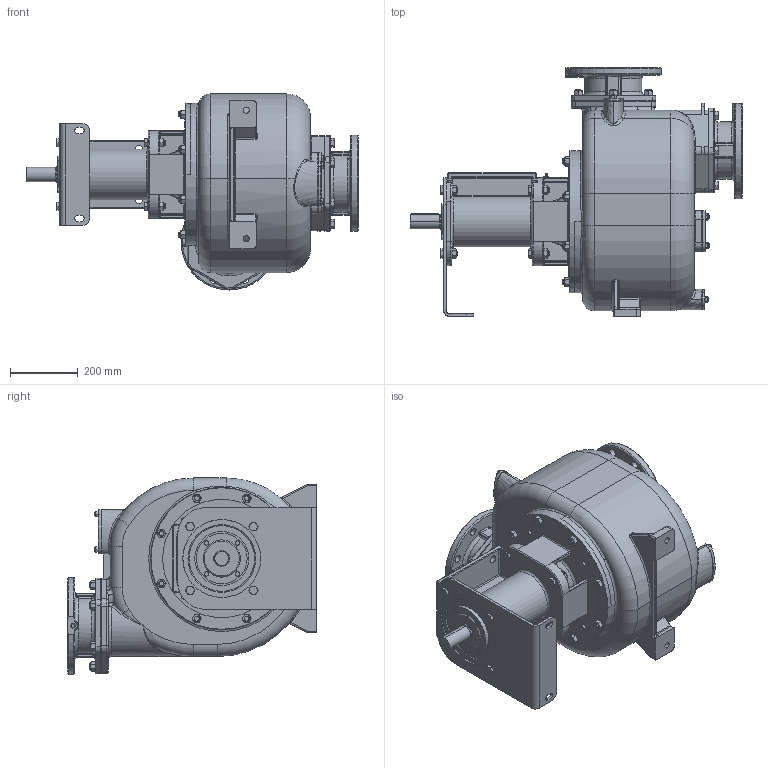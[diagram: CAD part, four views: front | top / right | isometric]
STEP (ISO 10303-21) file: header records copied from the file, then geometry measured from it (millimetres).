
FILE_DESCRIPTION((''),'2;1');
FILE_NAME('S180_B_F','2015-11-30T',('Nicola'),(''),'CREO PARAMETRIC BY PTC INC, 2015290','CREO PARAMETRIC BY PTC INC, 2015290','');
FILE_SCHEMA(('CONFIG_CONTROL_DESIGN'));
Products named in the file (1): S180_B_F
Bounding box: 981.5 x 736 x 579.5 mm (x, y, z)
Volume: 107352886.4 mm3; surface area: 3211004.6 mm2
Topology: 1 solids, 3 shells, 2381 faces, 5392 edges, 3187 vertices
Faces by surface type: cylinder 674, plane 647, cone 612, bspline 221, torus 203, sphere 20, extrusion 4
Entity records: 112482 total; most frequent: CARTESIAN_POINT 61348, ORIENTED_EDGE 10776, DIRECTION 10479, EDGE_CURVE 5388, AXIS2_PLACEMENT_3D 4473, VERTEX_POINT 3187, EDGE_LOOP 2657, FACE_OUTER_BOUND 2381
